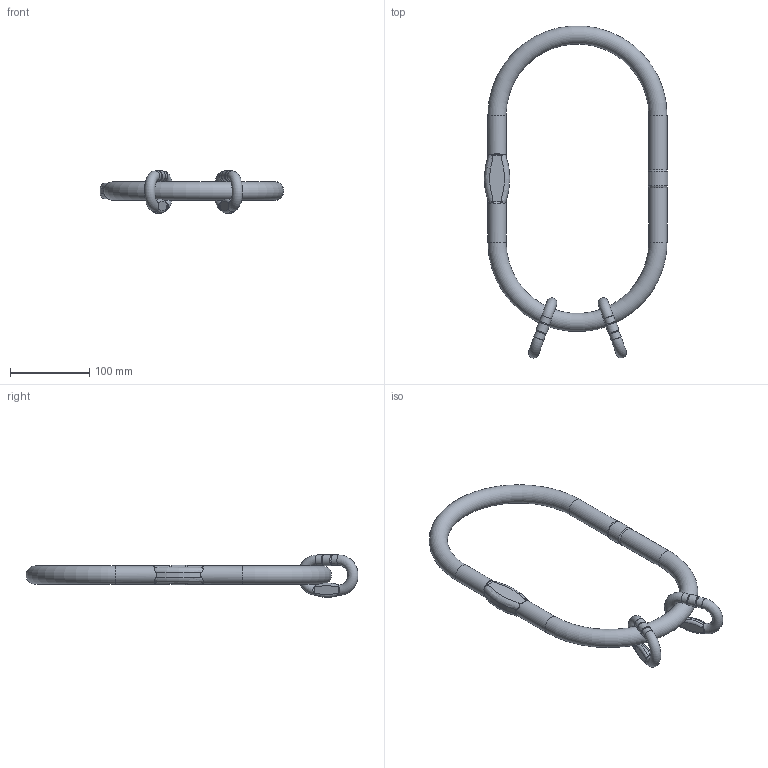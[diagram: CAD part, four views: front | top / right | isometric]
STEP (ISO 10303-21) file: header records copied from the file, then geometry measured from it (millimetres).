
FILE_DESCRIPTION(/* description */ (''),/* implementation_level */ '2;1');
FILE_NAME(/* name */ 'pewag_VLW_2-6_7_8_4-6',/* time_stamp */ '2010-02-24T11:54:46+01:00',/* author */ (''),/* organization */ (''),/* preprocessor_version */ 'ST-DEVELOPER v9',/* originating_system */ 'UGS - NX 4.0',/* authorisation */ '');
FILE_SCHEMA (('AUTOMOTIVE_DESIGN { 1 0 10303 214 1 1 1 1 }'));
Length unit declared in the file: millimetre
Products named in the file (1): rit9D03c10d
Bounding box: 231.46 x 419 x 54.05 mm (x, y, z)
Volume: 454993.2 mm3; surface area: 85179.3 mm2
Topology: 3 solids, 3 shells, 95 faces, 283 edges, 188 vertices
Faces by surface type: cylinder 53, torus 18, plane 18, cone 6
Full cylindrical faces by diameter (mm): 13 x4, 13.975 x2, 23 x4, 24.725 x1
Entity records: 3672 total; most frequent: CARTESIAN_POINT 1372, ORIENTED_EDGE 496, DIRECTION 424, EDGE_CURVE 248, AXIS2_PLACEMENT_3D 188, VERTEX_POINT 176, EDGE_LOOP 118, B_SPLINE_CURVE_WITH_KNOTS 108
